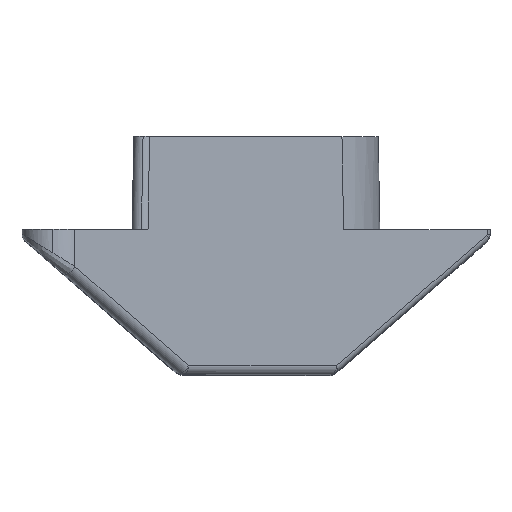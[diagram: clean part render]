
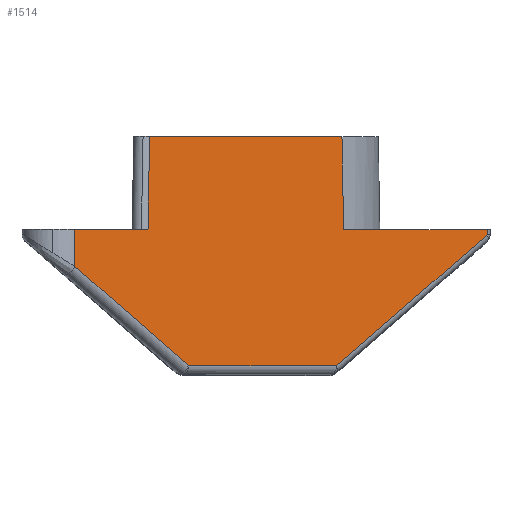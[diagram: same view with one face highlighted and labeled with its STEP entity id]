
A CAD part, top view. The second image highlights one B-rep face of the part: STEP entity #1514.
In plain terms, the highlighted planar face has unit normal (0.707, 0, 0.707).
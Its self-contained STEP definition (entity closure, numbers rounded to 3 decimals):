
#40 = DIRECTION ( 'NONE',  ( 0.602, 0.524, -0.602 ) ) ;
#44 = CARTESIAN_POINT ( 'NONE',  ( 7.917, -2.778, -2.331 ) ) ;
#114 = VECTOR ( 'NONE', #883, 1000. ) ;
#127 = CARTESIAN_POINT ( 'NONE',  ( 2.6, -7.4, 2.986 ) ) ;
#135 = CARTESIAN_POINT ( 'NONE',  ( -6.708, -3., 12.294 ) ) ;
#164 = DIRECTION ( 'NONE',  ( 0.707, 0., -0.707 ) ) ;
#233 = VECTOR ( 'NONE', #40, 1000. ) ;
#251 = DIRECTION ( 'NONE',  ( 0.707, 0., -0.707 ) ) ;
#255 = CARTESIAN_POINT ( 'NONE',  ( -5.855, -4.202, 11.441 ) ) ;
#256 = CARTESIAN_POINT ( 'NONE',  ( -5.855, -7.7, 11.441 ) ) ;
#303 = CARTESIAN_POINT ( 'NONE',  ( 10.057, -7.7, -4.471 ) ) ;
#313 = ORIENTED_EDGE ( 'NONE', *, *, #474, .F. ) ;
#326 = CARTESIAN_POINT ( 'NONE',  ( -5.855, -3., 11.441 ) ) ;
#327 = VERTEX_POINT ( 'NONE', #326 ) ;
#342 = CARTESIAN_POINT ( 'NONE',  ( 2.917, -7.949, 2.67 ) ) ;
#362 = LINE ( 'NONE', #256, #977 ) ;
#369 = DIRECTION ( 'NONE',  ( 0., 1., 0. ) ) ;
#384 = VERTEX_POINT ( 'NONE', #454 ) ;
#391 = CARTESIAN_POINT ( 'NONE',  ( 7.474, -3.163, -1.888 ) ) ;
#414 = VECTOR ( 'NONE', #564, 1000. ) ;
#418 = LINE ( 'NONE', #760, #114 ) ;
#443 = CARTESIAN_POINT ( 'NONE',  ( -2.706, -3., 8.292 ) ) ;
#449 = LINE ( 'NONE', #443, #414 ) ;
#454 = CARTESIAN_POINT ( 'NONE',  ( -3.438, 0., 9.024 ) ) ;
#458 = DIRECTION ( 'NONE',  ( -0.017, 1., 0.017 ) ) ;
#474 = EDGE_CURVE ( 'NONE', #1187, #327, #362, .T. ) ;
#481 = VERTEX_POINT ( 'NONE', #127 ) ;
#510 = CARTESIAN_POINT ( 'NONE',  ( 7.474, -3., -1.888 ) ) ;
#514 = CARTESIAN_POINT ( 'NONE',  ( 7.474, -7.7, -1.888 ) ) ;
#523 = EDGE_CURVE ( 'NONE', #1110, #384, #603, .T. ) ;
#541 = LINE ( 'NONE', #44, #233 ) ;
#564 = DIRECTION ( 'NONE',  ( 0.707, 0., -0.707 ) ) ;
#568 = VECTOR ( 'NONE', #755, 1000. ) ;
#600 = ORIENTED_EDGE ( 'NONE', *, *, #621, .T. ) ;
#603 = LINE ( 'NONE', #987, #568 ) ;
#613 = EDGE_CURVE ( 'NONE', #384, #922, #1339, .T. ) ;
#619 = EDGE_CURVE ( 'NONE', #1187, #873, #418, .T. ) ;
#621 = EDGE_CURVE ( 'NONE', #873, #481, #1070, .T. ) ;
#625 = CARTESIAN_POINT ( 'NONE',  ( 10.057, -7.4, -4.471 ) ) ;
#628 = EDGE_CURVE ( 'NONE', #481, #663, #541, .T. ) ;
#631 = DIRECTION ( 'NONE',  ( 0., 1., 0. ) ) ;
#632 = EDGE_CURVE ( 'NONE', #663, #789, #874, .T. ) ;
#635 = LINE ( 'NONE', #135, #1250 ) ;
#663 = VERTEX_POINT ( 'NONE', #391 ) ;
#697 = FACE_OUTER_BOUND ( 'NONE', #728, .T. ) ;
#704 = VERTEX_POINT ( 'NONE', #1031 ) ;
#705 = VECTOR ( 'NONE', #458, 1000. ) ;
#728 = EDGE_LOOP ( 'NONE', ( #1338, #1525, #1055, #938, #1032, #313, #1289, #600, #1154, #1521 ) ) ;
#755 = DIRECTION ( 'NONE',  ( -0.707, 0., 0.707 ) ) ;
#760 = CARTESIAN_POINT ( 'NONE',  ( 6.797, -15.2, -1.211 ) ) ;
#789 = VERTEX_POINT ( 'NONE', #510 ) ;
#798 = DIRECTION ( 'NONE',  ( -0.707, 0., 0.707 ) ) ;
#843 = CARTESIAN_POINT ( 'NONE',  ( 2.778, 0., 2.808 ) ) ;
#873 = VERTEX_POINT ( 'NONE', #1403 ) ;
#874 = LINE ( 'NONE', #514, #1158 ) ;
#883 = DIRECTION ( 'NONE',  ( 0.602, -0.524, -0.602 ) ) ;
#915 = CARTESIAN_POINT ( 'NONE',  ( -3.49, -3., 9.076 ) ) ;
#922 = VERTEX_POINT ( 'NONE', #915 ) ;
#927 = EDGE_CURVE ( 'NONE', #704, #1110, #1299, .T. ) ;
#938 = ORIENTED_EDGE ( 'NONE', *, *, #613, .T. ) ;
#969 = AXIS2_PLACEMENT_3D ( 'NONE', #303, #1495, #798 ) ;
#977 = VECTOR ( 'NONE', #369, 1000. ) ;
#987 = CARTESIAN_POINT ( 'NONE',  ( 10.057, 0., -4.471 ) ) ;
#1030 = EDGE_CURVE ( 'NONE', #704, #789, #449, .T. ) ;
#1031 = CARTESIAN_POINT ( 'NONE',  ( 2.83, -3., 2.756 ) ) ;
#1032 = ORIENTED_EDGE ( 'NONE', *, *, #1164, .F. ) ;
#1035 = VECTOR ( 'NONE', #1462, 1000. ) ;
#1055 = ORIENTED_EDGE ( 'NONE', *, *, #523, .T. ) ;
#1070 = LINE ( 'NONE', #625, #1491 ) ;
#1110 = VERTEX_POINT ( 'NONE', #843 ) ;
#1154 = ORIENTED_EDGE ( 'NONE', *, *, #628, .T. ) ;
#1158 = VECTOR ( 'NONE', #631, 1000. ) ;
#1164 = EDGE_CURVE ( 'NONE', #327, #922, #635, .T. ) ;
#1187 = VERTEX_POINT ( 'NONE', #255 ) ;
#1250 = VECTOR ( 'NONE', #251, 1000. ) ;
#1289 = ORIENTED_EDGE ( 'NONE', *, *, #619, .T. ) ;
#1299 = LINE ( 'NONE', #342, #705 ) ;
#1338 = ORIENTED_EDGE ( 'NONE', *, *, #1030, .F. ) ;
#1339 = LINE ( 'NONE', #1349, #1035 ) ;
#1349 = CARTESIAN_POINT ( 'NONE',  ( -3.564, -7.225, 9.15 ) ) ;
#1387 = PLANE ( 'NONE',  #969 ) ;
#1403 = CARTESIAN_POINT ( 'NONE',  ( -2.176, -7.4, 7.762 ) ) ;
#1462 = DIRECTION ( 'NONE',  ( -0.017, -1., 0.017 ) ) ;
#1491 = VECTOR ( 'NONE', #164, 1000. ) ;
#1495 = DIRECTION ( 'NONE',  ( -0.707, 0., -0.707 ) ) ;
#1514 = ADVANCED_FACE ( 'NONE', ( #697 ), #1387, .F. ) ;
#1521 = ORIENTED_EDGE ( 'NONE', *, *, #632, .T. ) ;
#1525 = ORIENTED_EDGE ( 'NONE', *, *, #927, .T. ) ;
